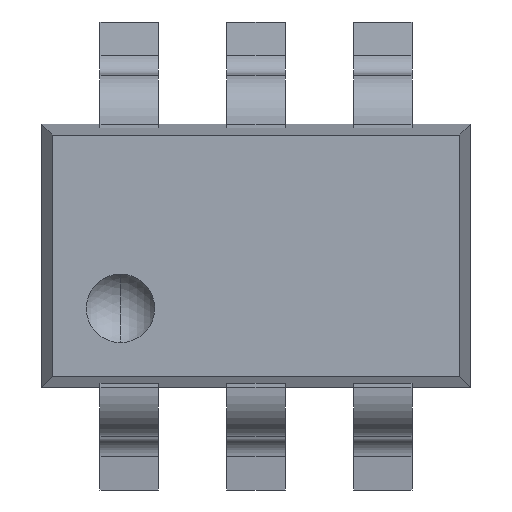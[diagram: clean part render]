
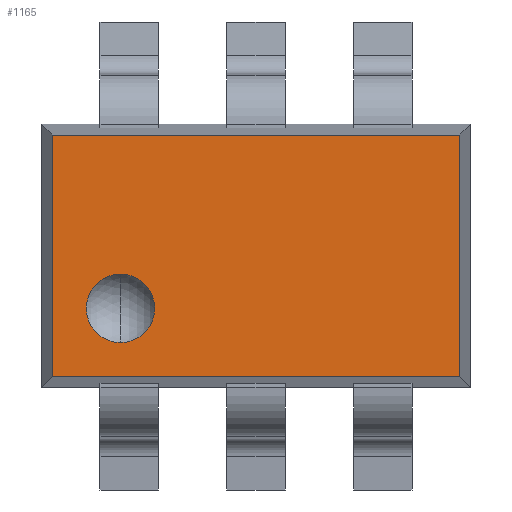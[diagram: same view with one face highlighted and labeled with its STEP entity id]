
A CAD part, top view. The second image highlights one B-rep face of the part: STEP entity #1165.
In plain terms, the highlighted planar face has unit normal (0, 0, 1).
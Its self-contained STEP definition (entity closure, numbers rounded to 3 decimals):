
#93 = VERTEX_POINT ( 'NONE', #582 ) ;
#126 = DIRECTION ( 'NONE',  ( 1., 0., 0. ) ) ;
#172 = CARTESIAN_POINT ( 'NONE',  ( 1.1, 0.675, 1.1 ) ) ;
#188 = VERTEX_POINT ( 'NONE', #2177 ) ;
#310 = DIRECTION ( 'NONE',  ( 0., 1., 0. ) ) ;
#359 = CARTESIAN_POINT ( 'NONE',  ( 1.1, -0.619, 1.1 ) ) ;
#582 = CARTESIAN_POINT ( 'NONE',  ( 1.044, 0.619, 1.1 ) ) ;
#614 = CARTESIAN_POINT ( 'NONE',  ( -0.695, -0.27, 1.1 ) ) ;
#666 = VECTOR ( 'NONE', #2650, 1000. ) ;
#712 = AXIS2_PLACEMENT_3D ( 'NONE', #172, #2777, #1701 ) ;
#748 = LINE ( 'NONE', #2681, #1043 ) ;
#761 = AXIS2_PLACEMENT_3D ( 'NONE', #1341, #2171, #870 ) ;
#848 = DIRECTION ( 'NONE',  ( -1., 0., 0. ) ) ;
#866 = CARTESIAN_POINT ( 'NONE',  ( 1.1, 0.619, 1.1 ) ) ;
#870 = DIRECTION ( 'NONE',  ( -1., 0., 0. ) ) ;
#939 = CIRCLE ( 'NONE', #2443, 0.175 ) ;
#1007 = EDGE_LOOP ( 'NONE', ( #2096, #1242, #1575, #2778 ) ) ;
#1043 = VECTOR ( 'NONE', #2048, 1000. ) ;
#1063 = VERTEX_POINT ( 'NONE', #2662 ) ;
#1102 = EDGE_CURVE ( 'NONE', #188, #1669, #748, .T. ) ;
#1122 = EDGE_CURVE ( 'NONE', #1063, #93, #1573, .T. ) ;
#1165 = ADVANCED_FACE ( 'NONE', ( #2071, #1431 ), #1214, .F. ) ;
#1214 = PLANE ( 'NONE',  #712 ) ;
#1242 = ORIENTED_EDGE ( 'NONE', *, *, #2150, .T. ) ;
#1341 = CARTESIAN_POINT ( 'NONE',  ( -0.695, -0.27, 1.1 ) ) ;
#1392 = CARTESIAN_POINT ( 'NONE',  ( 1.044, 0.675, 1.1 ) ) ;
#1404 = ORIENTED_EDGE ( 'NONE', *, *, #1841, .F. ) ;
#1431 = FACE_BOUND ( 'NONE', #1970, .T. ) ;
#1573 = LINE ( 'NONE', #1392, #1956 ) ;
#1575 = ORIENTED_EDGE ( 'NONE', *, *, #1102, .T. ) ;
#1617 = CARTESIAN_POINT ( 'NONE',  ( -0.695, -0.445, 1.1 ) ) ;
#1669 = VERTEX_POINT ( 'NONE', #2515 ) ;
#1701 = DIRECTION ( 'NONE',  ( -1., 0., 0. ) ) ;
#1771 = VECTOR ( 'NONE', #126, 1000. ) ;
#1841 = EDGE_CURVE ( 'NONE', #2375, #2510, #939, .T. ) ;
#1926 = LINE ( 'NONE', #359, #1771 ) ;
#1934 = DIRECTION ( 'NONE',  ( 0., 0., 1. ) ) ;
#1944 = LINE ( 'NONE', #866, #666 ) ;
#1956 = VECTOR ( 'NONE', #310, 1000. ) ;
#1970 = EDGE_LOOP ( 'NONE', ( #2207, #1404 ) ) ;
#2048 = DIRECTION ( 'NONE',  ( 0., -1., 0. ) ) ;
#2071 = FACE_OUTER_BOUND ( 'NONE', #1007, .T. ) ;
#2096 = ORIENTED_EDGE ( 'NONE', *, *, #1122, .T. ) ;
#2150 = EDGE_CURVE ( 'NONE', #93, #188, #1944, .T. ) ;
#2171 = DIRECTION ( 'NONE',  ( 0., 0., 1. ) ) ;
#2177 = CARTESIAN_POINT ( 'NONE',  ( -1.044, 0.619, 1.1 ) ) ;
#2207 = ORIENTED_EDGE ( 'NONE', *, *, #2691, .F. ) ;
#2280 = CIRCLE ( 'NONE', #761, 0.175 ) ;
#2375 = VERTEX_POINT ( 'NONE', #2824 ) ;
#2443 = AXIS2_PLACEMENT_3D ( 'NONE', #614, #1934, #848 ) ;
#2510 = VERTEX_POINT ( 'NONE', #1617 ) ;
#2515 = CARTESIAN_POINT ( 'NONE',  ( -1.044, -0.619, 1.1 ) ) ;
#2614 = EDGE_CURVE ( 'NONE', #1669, #1063, #1926, .T. ) ;
#2650 = DIRECTION ( 'NONE',  ( -1., 0., 0. ) ) ;
#2662 = CARTESIAN_POINT ( 'NONE',  ( 1.044, -0.619, 1.1 ) ) ;
#2681 = CARTESIAN_POINT ( 'NONE',  ( -1.044, 0.675, 1.1 ) ) ;
#2691 = EDGE_CURVE ( 'NONE', #2510, #2375, #2280, .T. ) ;
#2777 = DIRECTION ( 'NONE',  ( 0., 0., -1. ) ) ;
#2778 = ORIENTED_EDGE ( 'NONE', *, *, #2614, .T. ) ;
#2824 = CARTESIAN_POINT ( 'NONE',  ( -0.695, -0.095, 1.1 ) ) ;
